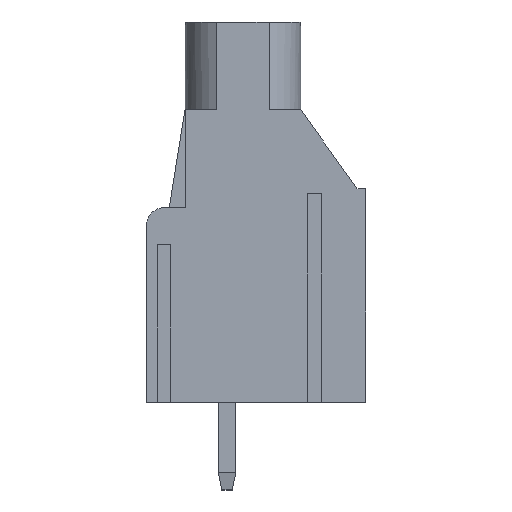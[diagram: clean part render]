
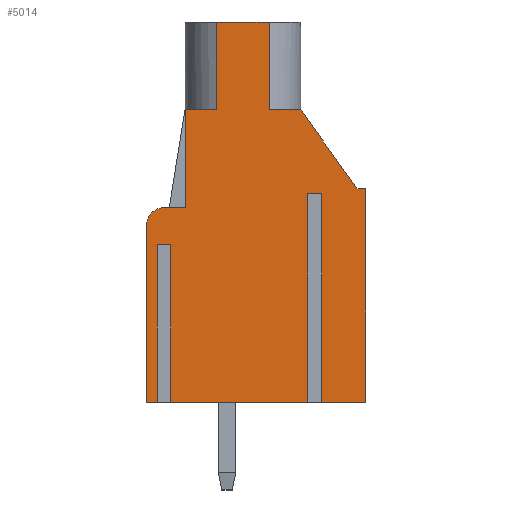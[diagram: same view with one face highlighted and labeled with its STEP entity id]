
A CAD part, left-side view. The second image highlights one B-rep face of the part: STEP entity #5014.
In plain terms, the highlighted planar face has unit normal (-1, 0, 0).
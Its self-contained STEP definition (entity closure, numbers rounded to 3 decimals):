
#246=CIRCLE('',#5389,1.);
#604=ORIENTED_EDGE('',*,*,#1933,.F.);
#605=ORIENTED_EDGE('',*,*,#2005,.F.);
#606=ORIENTED_EDGE('',*,*,#2006,.T.);
#607=ORIENTED_EDGE('',*,*,#2007,.T.);
#608=ORIENTED_EDGE('',*,*,#1927,.F.);
#609=ORIENTED_EDGE('',*,*,#2008,.F.);
#610=ORIENTED_EDGE('',*,*,#2009,.T.);
#611=ORIENTED_EDGE('',*,*,#2010,.T.);
#612=ORIENTED_EDGE('',*,*,#1921,.F.);
#613=ORIENTED_EDGE('',*,*,#1838,.F.);
#614=ORIENTED_EDGE('',*,*,#1857,.F.);
#615=ORIENTED_EDGE('',*,*,#1901,.F.);
#616=ORIENTED_EDGE('',*,*,#1999,.F.);
#617=ORIENTED_EDGE('',*,*,#2011,.F.);
#618=ORIENTED_EDGE('',*,*,#2012,.F.);
#619=ORIENTED_EDGE('',*,*,#1986,.T.);
#620=ORIENTED_EDGE('',*,*,#1981,.T.);
#621=ORIENTED_EDGE('',*,*,#2013,.F.);
#622=ORIENTED_EDGE('',*,*,#2014,.F.);
#623=ORIENTED_EDGE('',*,*,#2015,.F.);
#624=ORIENTED_EDGE('',*,*,#2016,.F.);
#1838=EDGE_CURVE('',#2573,#2570,#3064,.T.);
#1857=EDGE_CURVE('',#2591,#2573,#3083,.T.);
#1901=EDGE_CURVE('',#2623,#2591,#3119,.T.);
#1921=EDGE_CURVE('',#2570,#2638,#3136,.T.);
#1927=EDGE_CURVE('',#2643,#2644,#3142,.T.);
#1933=EDGE_CURVE('',#2649,#2650,#3148,.T.);
#1981=EDGE_CURVE('',#2683,#2686,#3191,.T.);
#1986=EDGE_CURVE('',#2688,#2683,#3194,.T.);
#1999=EDGE_CURVE('',#2697,#2623,#3203,.T.);
#2005=EDGE_CURVE('',#2700,#2649,#3206,.T.);
#2006=EDGE_CURVE('',#2700,#2701,#3207,.T.);
#2007=EDGE_CURVE('',#2701,#2644,#3208,.T.);
#2008=EDGE_CURVE('',#2702,#2643,#3209,.T.);
#2009=EDGE_CURVE('',#2702,#2703,#3210,.T.);
#2010=EDGE_CURVE('',#2703,#2638,#3211,.T.);
#2011=EDGE_CURVE('',#2704,#2697,#3212,.T.);
#2012=EDGE_CURVE('',#2688,#2704,#3213,.T.);
#2013=EDGE_CURVE('',#2705,#2686,#3214,.T.);
#2014=EDGE_CURVE('',#2706,#2705,#3215,.T.);
#2015=EDGE_CURVE('',#2707,#2706,#246,.T.);
#2016=EDGE_CURVE('',#2650,#2707,#3216,.T.);
#2570=VERTEX_POINT('',#7130);
#2573=VERTEX_POINT('',#7135);
#2591=VERTEX_POINT('',#7173);
#2623=VERTEX_POINT('',#7710);
#2638=VERTEX_POINT('',#7754);
#2643=VERTEX_POINT('',#7764);
#2644=VERTEX_POINT('',#7766);
#2649=VERTEX_POINT('',#7776);
#2650=VERTEX_POINT('',#7778);
#2683=VERTEX_POINT('',#7863);
#2686=VERTEX_POINT('',#7869);
#2688=VERTEX_POINT('',#7879);
#2697=VERTEX_POINT('',#7907);
#2700=VERTEX_POINT('',#7919);
#2701=VERTEX_POINT('',#7921);
#2702=VERTEX_POINT('',#7924);
#2703=VERTEX_POINT('',#7926);
#2704=VERTEX_POINT('',#7929);
#2705=VERTEX_POINT('',#7932);
#2706=VERTEX_POINT('',#7934);
#2707=VERTEX_POINT('',#7936);
#3064=LINE('',#7136,#3568);
#3083=LINE('',#7174,#3587);
#3119=LINE('',#7711,#3623);
#3136=LINE('',#7753,#3640);
#3142=LINE('',#7765,#3646);
#3148=LINE('',#7777,#3652);
#3191=LINE('',#7870,#3695);
#3194=LINE('',#7880,#3698);
#3203=LINE('',#7906,#3707);
#3206=LINE('',#7918,#3710);
#3207=LINE('',#7920,#3711);
#3208=LINE('',#7922,#3712);
#3209=LINE('',#7923,#3713);
#3210=LINE('',#7925,#3714);
#3211=LINE('',#7927,#3715);
#3212=LINE('',#7928,#3716);
#3213=LINE('',#7930,#3717);
#3214=LINE('',#7931,#3718);
#3215=LINE('',#7933,#3719);
#3216=LINE('',#7937,#3720);
#3568=VECTOR('',#5776,1000.);
#3587=VECTOR('',#5797,1000.);
#3623=VECTOR('',#5875,1000.);
#3640=VECTOR('',#5914,1000.);
#3646=VECTOR('',#5920,1000.);
#3652=VECTOR('',#5926,1000.);
#3695=VECTOR('',#5995,1000.);
#3698=VECTOR('',#6008,1000.);
#3707=VECTOR('',#6035,1000.);
#3710=VECTOR('',#6050,1000.);
#3711=VECTOR('',#6051,1000.);
#3712=VECTOR('',#6052,1000.);
#3713=VECTOR('',#6053,1000.);
#3714=VECTOR('',#6054,1000.);
#3715=VECTOR('',#6055,1000.);
#3716=VECTOR('',#6056,1000.);
#3717=VECTOR('',#6057,1000.);
#3718=VECTOR('',#6058,1000.);
#3719=VECTOR('',#6059,1000.);
#3720=VECTOR('',#6062,1000.);
#4108=EDGE_LOOP('',(#604,#605,#606,#607,#608,#609,#610,#611,#612,#613,#614,
#615,#616,#617,#618,#619,#620,#621,#622,#623,#624));
#4452=FACE_BOUND('',#4108,.T.);
#4778=PLANE('',#5388);
#5014=ADVANCED_FACE('',(#4452),#4778,.F.);
#5388=AXIS2_PLACEMENT_3D('',#7917,#6048,#6049);
#5389=AXIS2_PLACEMENT_3D('',#7935,#6060,#6061);
#5776=DIRECTION('',(0.,0.,-1.));
#5797=DIRECTION('',(0.,-1.,0.));
#5875=DIRECTION('',(0.,-0.581,-0.814));
#5914=DIRECTION('',(0.,1.,0.));
#5920=DIRECTION('',(0.,1.,0.));
#5926=DIRECTION('',(0.,1.,0.));
#5995=DIRECTION('',(0.,1.,0.));
#6008=DIRECTION('',(0.,0.,-1.));
#6035=DIRECTION('',(0.,-1.,0.));
#6048=DIRECTION('',(1.,0.,0.));
#6049=DIRECTION('',(0.,1.,0.));
#6050=DIRECTION('',(0.,0.,-1.));
#6051=DIRECTION('',(0.,-1.,0.));
#6052=DIRECTION('',(0.,0.,-1.));
#6053=DIRECTION('',(0.,0.,-1.));
#6054=DIRECTION('',(0.,-1.,0.));
#6055=DIRECTION('',(0.,0.,-1.));
#6056=DIRECTION('',(0.,0.,-1.));
#6057=DIRECTION('',(0.,-1.,0.));
#6058=DIRECTION('',(0.,0.,1.));
#6059=DIRECTION('',(0.,-1.,0.));
#6060=DIRECTION('',(1.,0.,0.));
#6061=DIRECTION('',(0.,1.,0.));
#6062=DIRECTION('',(0.,0.,1.));
#7130=CARTESIAN_POINT('',(0.,0.,0.));
#7135=CARTESIAN_POINT('',(0.,0.,12.2));
#7136=CARTESIAN_POINT('',(0.,0.,12.2));
#7173=CARTESIAN_POINT('',(0.,0.489,12.2));
#7174=CARTESIAN_POINT('',(0.,0.489,12.2));
#7710=CARTESIAN_POINT('',(0.,3.7,16.7));
#7711=CARTESIAN_POINT('',(0.,3.7,16.7));
#7753=CARTESIAN_POINT('',(0.,0.,0.));
#7754=CARTESIAN_POINT('',(0.,2.675,0.));
#7764=CARTESIAN_POINT('',(0.,3.125,0.));
#7765=CARTESIAN_POINT('',(0.,0.,0.));
#7766=CARTESIAN_POINT('',(0.,11.275,0.));
#7776=CARTESIAN_POINT('',(0.,11.725,0.));
#7777=CARTESIAN_POINT('',(0.,0.,0.));
#7778=CARTESIAN_POINT('',(0.,12.5,0.));
#7863=CARTESIAN_POINT('',(0.,8.5,16.7));
#7869=CARTESIAN_POINT('',(0.,10.3,16.7));
#7870=CARTESIAN_POINT('',(0.,11.5,16.7));
#7879=CARTESIAN_POINT('',(0.,8.5,21.7));
#7880=CARTESIAN_POINT('',(0.,8.5,10.1));
#7906=CARTESIAN_POINT('',(0.,11.5,16.7));
#7907=CARTESIAN_POINT('',(0.,5.5,16.7));
#7917=CARTESIAN_POINT('',(0.,11.5,10.1));
#7918=CARTESIAN_POINT('',(0.,11.725,9.));
#7919=CARTESIAN_POINT('',(0.,11.725,9.));
#7920=CARTESIAN_POINT('',(0.,11.275,9.));
#7921=CARTESIAN_POINT('',(0.,11.275,9.));
#7922=CARTESIAN_POINT('',(0.,11.275,9.));
#7923=CARTESIAN_POINT('',(0.,3.125,11.9));
#7924=CARTESIAN_POINT('',(0.,3.125,11.9));
#7925=CARTESIAN_POINT('',(0.,2.675,11.9));
#7926=CARTESIAN_POINT('',(0.,2.675,11.9));
#7927=CARTESIAN_POINT('',(0.,2.675,11.9));
#7928=CARTESIAN_POINT('',(0.,5.5,10.1));
#7929=CARTESIAN_POINT('',(0.,5.5,21.7));
#7930=CARTESIAN_POINT('',(0.,3.7,21.7));
#7931=CARTESIAN_POINT('',(0.,10.3,16.7));
#7932=CARTESIAN_POINT('',(0.,10.3,11.1));
#7933=CARTESIAN_POINT('',(0.,11.2,11.1));
#7934=CARTESIAN_POINT('',(0.,11.5,11.1));
#7935=CARTESIAN_POINT('',(0.,11.5,10.1));
#7936=CARTESIAN_POINT('',(0.,12.5,10.1));
#7937=CARTESIAN_POINT('',(0.,12.5,10.1));
